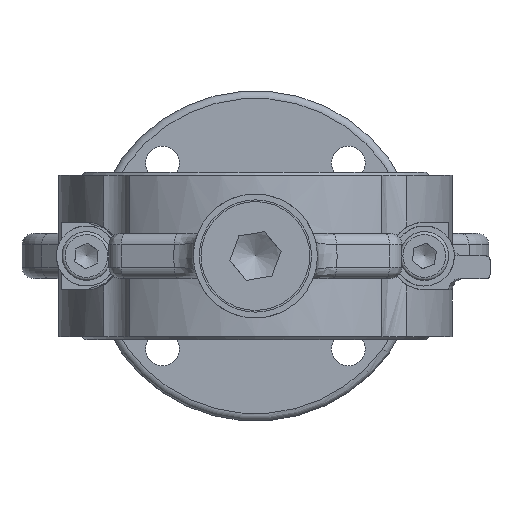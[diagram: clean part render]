
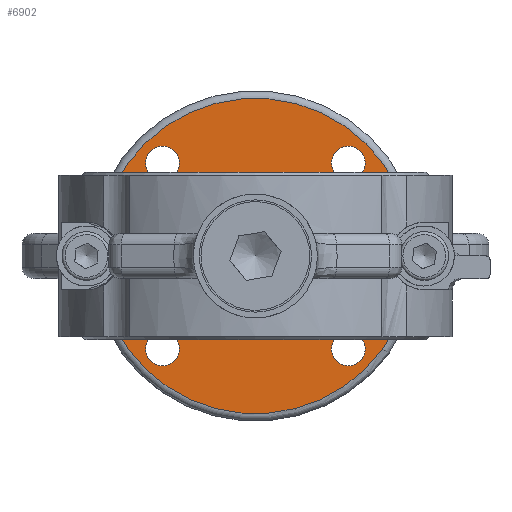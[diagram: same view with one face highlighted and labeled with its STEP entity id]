
A CAD part, front view. The second image highlights one B-rep face of the part: STEP entity #6902.
In plain terms, the highlighted planar face has unit normal (0, -1, 0).
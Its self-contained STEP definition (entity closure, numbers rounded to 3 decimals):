
#5740=CARTESIAN_POINT('',(24.749,115.5,29.249));
#5741=VERTEX_POINT('',#5740);
#5742=CARTESIAN_POINT('',(24.749,115.5,24.749));
#5743=DIRECTION('',(0.0,1.0,0.0));
#5744=DIRECTION('',(0.0,0.0,1.0));
#5745=AXIS2_PLACEMENT_3D('',#5742,#5743,#5744);
#5746=CIRCLE('',#5745,4.5);
#5747=EDGE_CURVE('',#5741,#5741,#5746,.T.);
#5789=CARTESIAN_POINT('',(-29.249,115.5,24.749));
#5790=VERTEX_POINT('',#5789);
#5791=CARTESIAN_POINT('',(-24.749,115.5,24.749));
#5792=DIRECTION('',(0.0,1.0,0.0));
#5793=DIRECTION('',(-1.0,0.0,0.0));
#5794=AXIS2_PLACEMENT_3D('',#5791,#5792,#5793);
#5795=CIRCLE('',#5794,4.5);
#5796=EDGE_CURVE('',#5790,#5790,#5795,.T.);
#5838=CARTESIAN_POINT('',(-24.749,115.5,-29.249));
#5839=VERTEX_POINT('',#5838);
#5840=CARTESIAN_POINT('',(-24.749,115.5,-24.749));
#5841=DIRECTION('',(0.0,1.0,0.0));
#5842=DIRECTION('',(0.0,0.0,-1.0));
#5843=AXIS2_PLACEMENT_3D('',#5840,#5841,#5842);
#5844=CIRCLE('',#5843,4.5);
#5845=EDGE_CURVE('',#5839,#5839,#5844,.T.);
#5887=CARTESIAN_POINT('',(29.249,115.5,-24.749));
#5888=VERTEX_POINT('',#5887);
#5889=CARTESIAN_POINT('',(24.749,115.5,-24.749));
#5890=DIRECTION('',(0.0,1.0,0.0));
#5891=DIRECTION('',(1.0,0.0,0.0));
#5892=AXIS2_PLACEMENT_3D('',#5889,#5890,#5891);
#5893=CIRCLE('',#5892,4.5);
#5894=EDGE_CURVE('',#5888,#5888,#5893,.T.);
#6202=CARTESIAN_POINT('',(-41.893,115.5,-3.));
#6203=VERTEX_POINT('',#6202);
#6227=CARTESIAN_POINT('',(41.893,115.5,-3.));
#6228=VERTEX_POINT('',#6227);
#6229=CARTESIAN_POINT('',(0.,115.5,0.));
#6230=DIRECTION('',(0.0,1.0,0.0));
#6231=DIRECTION('',(0.0,0.0,1.0));
#6232=AXIS2_PLACEMENT_3D('',#6229,#6230,#6231);
#6233=CIRCLE('',#6232,42.0);
#6234=EDGE_CURVE('',#6203,#6228,#6233,.T.);
#6254=CARTESIAN_POINT('',(-38.069,115.5,-3.));
#6255=VERTEX_POINT('',#6254);
#6263=CARTESIAN_POINT('',(-38.069,115.5,-3.));
#6264=DIRECTION('',(-1.0,0.0,0.0));
#6265=VECTOR('',#6264,3.824);
#6266=LINE('',#6263,#6265);
#6267=EDGE_CURVE('',#6255,#6203,#6266,.T.);
#6320=CARTESIAN_POINT('',(38.069,115.5,-3.));
#6321=VERTEX_POINT('',#6320);
#6322=CARTESIAN_POINT('',(41.893,115.5,-3.));
#6323=DIRECTION('',(-1.0,0.0,0.0));
#6324=VECTOR('',#6323,3.824);
#6325=LINE('',#6322,#6324);
#6326=EDGE_CURVE('',#6228,#6321,#6325,.T.);
#6361=CARTESIAN_POINT('',(-23.137,115.5,-3.487));
#6362=VERTEX_POINT('',#6361);
#6370=CARTESIAN_POINT('',(-15.352,115.5,-18.5));
#6371=VERTEX_POINT('',#6370);
#6372=CARTESIAN_POINT('',(-23.137,115.5,-3.487));
#6373=DIRECTION('',(0.46,0.0,-0.888));
#6374=VECTOR('',#6373,16.911);
#6375=LINE('',#6372,#6374);
#6376=EDGE_CURVE('',#6362,#6371,#6375,.T.);
#6421=CARTESIAN_POINT('',(-23.137,115.5,3.487));
#6422=VERTEX_POINT('',#6421);
#6430=CARTESIAN_POINT('',(-23.137,115.5,3.487));
#6431=DIRECTION('',(0.0,0.0,-1.0));
#6432=VECTOR('',#6431,6.973);
#6433=LINE('',#6430,#6432);
#6434=EDGE_CURVE('',#6422,#6362,#6433,.T.);
#6462=CARTESIAN_POINT('',(15.352,115.5,18.5));
#6463=VERTEX_POINT('',#6462);
#6471=CARTESIAN_POINT('',(-15.352,115.5,18.5));
#6472=VERTEX_POINT('',#6471);
#6473=CARTESIAN_POINT('',(15.352,115.5,18.5));
#6474=DIRECTION('',(-1.0,0.0,0.0));
#6475=VECTOR('',#6474,30.704);
#6476=LINE('',#6473,#6475);
#6477=EDGE_CURVE('',#6463,#6472,#6476,.T.);
#6510=CARTESIAN_POINT('',(-15.352,115.5,18.5));
#6511=DIRECTION('',(-0.46,0.0,-0.888));
#6512=VECTOR('',#6511,16.911);
#6513=LINE('',#6510,#6512);
#6514=EDGE_CURVE('',#6472,#6422,#6513,.T.);
#6535=CARTESIAN_POINT('',(23.137,115.5,3.487));
#6536=VERTEX_POINT('',#6535);
#6544=CARTESIAN_POINT('',(23.137,115.5,3.487));
#6545=DIRECTION('',(-0.46,0.0,0.888));
#6546=VECTOR('',#6545,16.911);
#6547=LINE('',#6544,#6546);
#6548=EDGE_CURVE('',#6536,#6463,#6547,.T.);
#6585=CARTESIAN_POINT('',(23.137,115.5,-3.487));
#6586=VERTEX_POINT('',#6585);
#6594=CARTESIAN_POINT('',(23.137,115.5,-3.487));
#6595=DIRECTION('',(0.0,0.0,1.0));
#6596=VECTOR('',#6595,6.973);
#6597=LINE('',#6594,#6596);
#6598=EDGE_CURVE('',#6586,#6536,#6597,.T.);
#6633=CARTESIAN_POINT('',(15.352,115.5,-18.5));
#6634=VERTEX_POINT('',#6633);
#6642=CARTESIAN_POINT('',(15.352,115.5,-18.5));
#6643=DIRECTION('',(0.46,0.0,0.888));
#6644=VECTOR('',#6643,16.911);
#6645=LINE('',#6642,#6644);
#6646=EDGE_CURVE('',#6634,#6586,#6645,.T.);
#6664=CARTESIAN_POINT('',(-15.352,115.5,-18.5));
#6665=DIRECTION('',(1.0,0.0,0.0));
#6666=VECTOR('',#6665,30.704);
#6667=LINE('',#6664,#6666);
#6668=EDGE_CURVE('',#6371,#6634,#6667,.T.);
#6847=CARTESIAN_POINT('',(0.,115.5,-1.101));
#6848=DIRECTION('',(0.0,1.0,0.0));
#6849=DIRECTION('',(0.0,0.0,1.0));
#6850=AXIS2_PLACEMENT_3D('',#6847,#6848,#6849);
#6851=PLANE('',#6850);
#6852=ORIENTED_EDGE('',*,*,#6234,.F.);
#6853=ORIENTED_EDGE('',*,*,#6267,.F.);
#6854=CARTESIAN_POINT('',(-37.514,115.5,-18.887));
#6855=VERTEX_POINT('',#6854);
#6856=CARTESIAN_POINT('',(-37.514,115.5,-18.887));
#6857=DIRECTION('',(-0.035,0.0,0.999));
#6858=VECTOR('',#6857,15.896);
#6859=LINE('',#6856,#6858);
#6860=EDGE_CURVE('',#6855,#6255,#6859,.T.);
#6861=ORIENTED_EDGE('',*,*,#6860,.F.);
#6862=CARTESIAN_POINT('',(37.514,115.5,-18.887));
#6863=VERTEX_POINT('',#6862);
#6864=CARTESIAN_POINT('',(0.,115.5,0.));
#6865=DIRECTION('',(0.0,1.0,0.0));
#6866=DIRECTION('',(0.0,0.0,-1.0));
#6867=AXIS2_PLACEMENT_3D('',#6864,#6865,#6866);
#6868=CIRCLE('',#6867,42.0);
#6869=EDGE_CURVE('',#6863,#6855,#6868,.T.);
#6870=ORIENTED_EDGE('',*,*,#6869,.F.);
#6871=CARTESIAN_POINT('',(38.069,115.5,-3.));
#6872=DIRECTION('',(-0.035,0.0,-0.999));
#6873=VECTOR('',#6872,15.896);
#6874=LINE('',#6871,#6873);
#6875=EDGE_CURVE('',#6321,#6863,#6874,.T.);
#6876=ORIENTED_EDGE('',*,*,#6875,.F.);
#6877=ORIENTED_EDGE('',*,*,#6326,.F.);
#6878=EDGE_LOOP('',(#6852,#6853,#6861,#6870,#6876,#6877));
#6879=FACE_OUTER_BOUND('',#6878,.T.);
#6880=ORIENTED_EDGE('',*,*,#5747,.T.);
#6881=EDGE_LOOP('',(#6880));
#6882=FACE_BOUND('',#6881,.T.);
#6883=ORIENTED_EDGE('',*,*,#5796,.T.);
#6884=EDGE_LOOP('',(#6883));
#6885=FACE_BOUND('',#6884,.T.);
#6886=ORIENTED_EDGE('',*,*,#5845,.T.);
#6887=EDGE_LOOP('',(#6886));
#6888=FACE_BOUND('',#6887,.T.);
#6889=ORIENTED_EDGE('',*,*,#5894,.T.);
#6890=EDGE_LOOP('',(#6889));
#6891=FACE_BOUND('',#6890,.T.);
#6892=ORIENTED_EDGE('',*,*,#6477,.F.);
#6893=ORIENTED_EDGE('',*,*,#6548,.F.);
#6894=ORIENTED_EDGE('',*,*,#6598,.F.);
#6895=ORIENTED_EDGE('',*,*,#6646,.F.);
#6896=ORIENTED_EDGE('',*,*,#6668,.F.);
#6897=ORIENTED_EDGE('',*,*,#6376,.F.);
#6898=ORIENTED_EDGE('',*,*,#6434,.F.);
#6899=ORIENTED_EDGE('',*,*,#6514,.F.);
#6900=EDGE_LOOP('',(#6892,#6893,#6894,#6895,#6896,#6897,#6898,#6899));
#6901=FACE_BOUND('',#6900,.T.);
#6902=ADVANCED_FACE('',(#6879,#6882,#6885,#6888,#6891,#6901),#6851,.F.);
